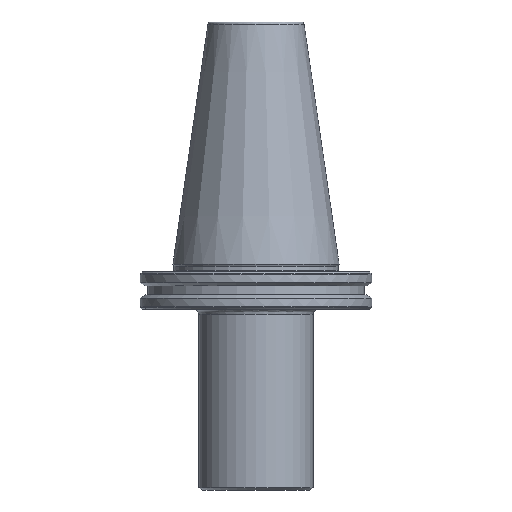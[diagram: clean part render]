
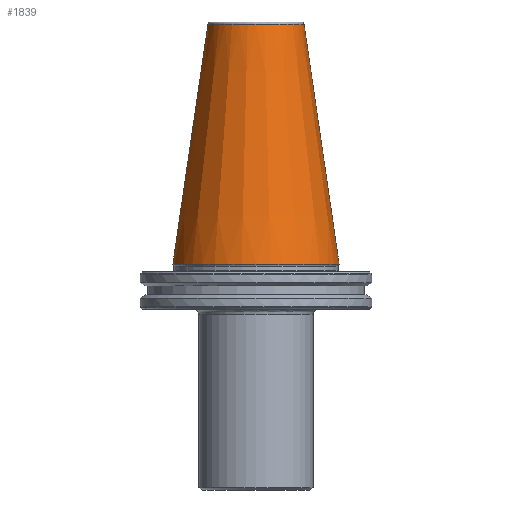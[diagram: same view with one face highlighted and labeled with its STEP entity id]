
A CAD part, front view. The second image highlights one B-rep face of the part: STEP entity #1839.
In plain terms, the highlighted conical face has half-angle 8.297 degrees and reference radius 34.925 mm.
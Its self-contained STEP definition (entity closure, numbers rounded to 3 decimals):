
#5 = AXIS2_PLACEMENT_3D ( 'NONE', #261, #529, #478 ) ;
#175 = CARTESIAN_POINT ( 'NONE',  ( -34.925, 0., 0. ) ) ;
#252 = EDGE_LOOP ( 'NONE', ( #1343, #2592, #1091, #2729 ) ) ;
#261 = CARTESIAN_POINT ( 'NONE',  ( 0., 0., 0. ) ) ;
#301 = DIRECTION ( 'NONE',  ( -1., 0., 0. ) ) ;
#419 = EDGE_CURVE ( 'NONE', #2237, #534, #514, .T. ) ;
#478 = DIRECTION ( 'NONE',  ( -1., 0., 0. ) ) ;
#514 = CIRCLE ( 'NONE', #2627, 20.211 ) ;
#529 = DIRECTION ( 'NONE',  ( 0., 0., 1. ) ) ;
#534 = VERTEX_POINT ( 'NONE', #1701 ) ;
#871 = EDGE_CURVE ( 'NONE', #2237, #2218, #2082, .T. ) ;
#1056 = DIRECTION ( 'NONE',  ( 0., 0., -1. ) ) ;
#1091 = ORIENTED_EDGE ( 'NONE', *, *, #2355, .T. ) ;
#1318 = CARTESIAN_POINT ( 'NONE',  ( 0., 0., 100.894 ) ) ;
#1343 = ORIENTED_EDGE ( 'NONE', *, *, #871, .F. ) ;
#1367 = CARTESIAN_POINT ( 'NONE',  ( 20.211, 0., 100.894 ) ) ;
#1378 = DIRECTION ( 'NONE',  ( 0., 0., -1. ) ) ;
#1602 = CARTESIAN_POINT ( 'NONE',  ( 34.925, 0., 0. ) ) ;
#1620 = CARTESIAN_POINT ( 'NONE',  ( 34.925, 0., 0. ) ) ;
#1701 = CARTESIAN_POINT ( 'NONE',  ( -20.211, 0., 100.894 ) ) ;
#1766 = CIRCLE ( 'NONE', #5, 34.925 ) ;
#1803 = DIRECTION ( 'NONE',  ( 0.144, 0., -0.99 ) ) ;
#1810 = LINE ( 'NONE', #175, #2670 ) ;
#1839 = ADVANCED_FACE ( 'NONE', ( #2974 ), #2280, .T. ) ;
#1922 = DIRECTION ( 'NONE',  ( -0.144, 0., -0.99 ) ) ;
#1941 = DIRECTION ( 'NONE',  ( -1., 0., 0. ) ) ;
#2049 = EDGE_CURVE ( 'NONE', #2262, #2218, #1766, .T. ) ;
#2082 = LINE ( 'NONE', #1620, #2365 ) ;
#2218 = VERTEX_POINT ( 'NONE', #1602 ) ;
#2237 = VERTEX_POINT ( 'NONE', #1367 ) ;
#2262 = VERTEX_POINT ( 'NONE', #2843 ) ;
#2280 = CONICAL_SURFACE ( 'NONE', #3099, 34.925, 0.145 ) ;
#2355 = EDGE_CURVE ( 'NONE', #534, #2262, #1810, .T. ) ;
#2365 = VECTOR ( 'NONE', #1803, 1000. ) ;
#2573 = CARTESIAN_POINT ( 'NONE',  ( 0., 0., 0. ) ) ;
#2592 = ORIENTED_EDGE ( 'NONE', *, *, #419, .T. ) ;
#2627 = AXIS2_PLACEMENT_3D ( 'NONE', #1318, #1378, #1941 ) ;
#2670 = VECTOR ( 'NONE', #1922, 1000. ) ;
#2729 = ORIENTED_EDGE ( 'NONE', *, *, #2049, .T. ) ;
#2843 = CARTESIAN_POINT ( 'NONE',  ( -34.925, 0., 0. ) ) ;
#2974 = FACE_OUTER_BOUND ( 'NONE', #252, .T. ) ;
#3099 = AXIS2_PLACEMENT_3D ( 'NONE', #2573, #1056, #301 ) ;
